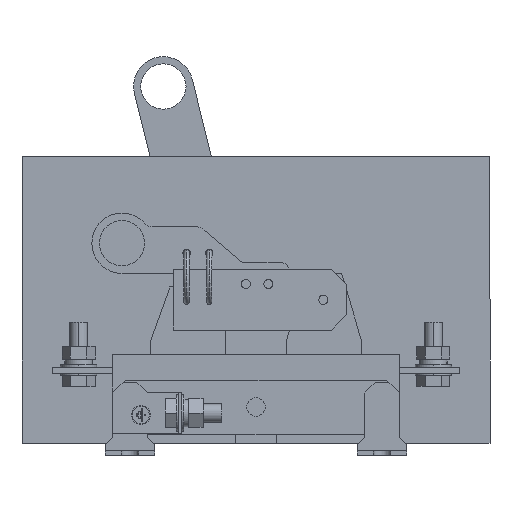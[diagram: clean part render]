
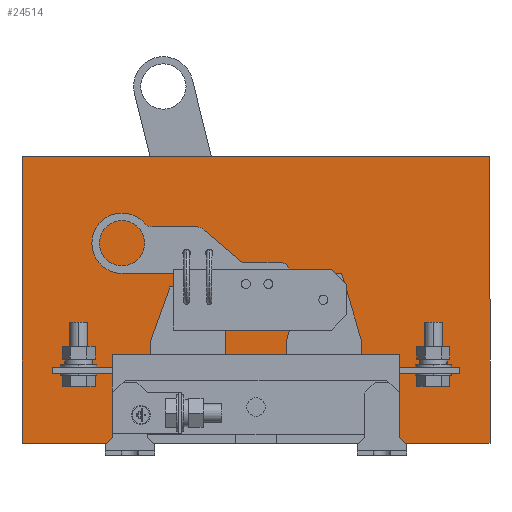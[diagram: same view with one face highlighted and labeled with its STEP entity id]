
A CAD part, left-side view. The second image highlights one B-rep face of the part: STEP entity #24514.
In plain terms, the highlighted planar face has unit normal (-1, 0, 0).
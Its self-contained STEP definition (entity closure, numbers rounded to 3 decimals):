
#159 = LINE ( 'NONE', #24290, #3356 ) ;
#295 = VERTEX_POINT ( 'NONE', #8907 ) ;
#311 = VECTOR ( 'NONE', #27320, 1000. ) ;
#596 = CARTESIAN_POINT ( 'NONE',  ( -50., 95.25, 18. ) ) ;
#986 = CARTESIAN_POINT ( 'NONE',  ( -50., 95.25, -18. ) ) ;
#1165 = CARTESIAN_POINT ( 'NONE',  ( -50., 0., 0. ) ) ;
#2432 = CARTESIAN_POINT ( 'NONE',  ( -50., -75.5, 23.25 ) ) ;
#2559 = VECTOR ( 'NONE', #18765, 1000. ) ;
#3356 = VECTOR ( 'NONE', #28629, 1000. ) ;
#3432 = DIRECTION ( 'NONE',  ( 1., 0., 0. ) ) ;
#3509 = VERTEX_POINT ( 'NONE', #596 ) ;
#3592 = VECTOR ( 'NONE', #9338, 1000. ) ;
#3782 = VERTEX_POINT ( 'NONE', #15149 ) ;
#3871 = EDGE_CURVE ( 'NONE', #16539, #3509, #15508, .T. ) ;
#3918 = CARTESIAN_POINT ( 'NONE',  ( -50., 75.5, 0. ) ) ;
#4469 = LINE ( 'NONE', #26456, #9790 ) ;
#4644 = DIRECTION ( 'NONE',  ( 0., -1., 0. ) ) ;
#4830 = LINE ( 'NONE', #6995, #21699 ) ;
#4957 = CARTESIAN_POINT ( 'NONE',  ( -50., 0., 18. ) ) ;
#5504 = CARTESIAN_POINT ( 'NONE',  ( -50., -75.5, 0. ) ) ;
#5506 = DIRECTION ( 'NONE',  ( 0., 0., -1. ) ) ;
#6153 = VERTEX_POINT ( 'NONE', #986 ) ;
#6307 = DIRECTION ( 'NONE',  ( 0., 0., 1. ) ) ;
#6362 = ORIENTED_EDGE ( 'NONE', *, *, #11635, .T. ) ;
#6448 = ORIENTED_EDGE ( 'NONE', *, *, #22391, .T. ) ;
#6544 = EDGE_CURVE ( 'NONE', #21177, #9748, #25060, .T. ) ;
#6569 = VERTEX_POINT ( 'NONE', #28685 ) ;
#6662 = ORIENTED_EDGE ( 'NONE', *, *, #25326, .F. ) ;
#6995 = CARTESIAN_POINT ( 'NONE',  ( -50., 155., 166.75 ) ) ;
#7097 = ORIENTED_EDGE ( 'NONE', *, *, #18052, .T. ) ;
#7696 = VECTOR ( 'NONE', #27417, 1000. ) ;
#8279 = ORIENTED_EDGE ( 'NONE', *, *, #20205, .F. ) ;
#8386 = VERTEX_POINT ( 'NONE', #2432 ) ;
#8512 = ORIENTED_EDGE ( 'NONE', *, *, #23849, .F. ) ;
#8626 = EDGE_CURVE ( 'NONE', #26237, #20262, #12335, .T. ) ;
#8736 = ORIENTED_EDGE ( 'NONE', *, *, #16438, .F. ) ;
#8868 = ORIENTED_EDGE ( 'NONE', *, *, #3871, .F. ) ;
#8907 = CARTESIAN_POINT ( 'NONE',  ( -50., 75.5, -18. ) ) ;
#9338 = DIRECTION ( 'NONE',  ( 0., 1., 0. ) ) ;
#9502 = VECTOR ( 'NONE', #12657, 1000. ) ;
#9748 = VERTEX_POINT ( 'NONE', #25147 ) ;
#9790 = VECTOR ( 'NONE', #28680, 1000. ) ;
#9910 = CARTESIAN_POINT ( 'NONE',  ( -50., 155., 166.75 ) ) ;
#10040 = CARTESIAN_POINT ( 'NONE',  ( -50., 0., 18. ) ) ;
#10276 = CARTESIAN_POINT ( 'NONE',  ( -50., -75.5, -18. ) ) ;
#10298 = VERTEX_POINT ( 'NONE', #18377 ) ;
#10748 = ORIENTED_EDGE ( 'NONE', *, *, #27174, .T. ) ;
#10848 = LINE ( 'NONE', #16804, #21726 ) ;
#10905 = LINE ( 'NONE', #17082, #9502 ) ;
#11149 = DIRECTION ( 'NONE',  ( 0., 0., 1. ) ) ;
#11203 = ORIENTED_EDGE ( 'NONE', *, *, #22758, .T. ) ;
#11424 = DIRECTION ( 'NONE',  ( 0., -1., 0. ) ) ;
#11635 = EDGE_CURVE ( 'NONE', #9748, #6569, #159, .T. ) ;
#11784 = VECTOR ( 'NONE', #6307, 1000. ) ;
#11995 = DIRECTION ( 'NONE',  ( 0., -1., 0. ) ) ;
#12028 = VECTOR ( 'NONE', #25379, 1000. ) ;
#12231 = ORIENTED_EDGE ( 'NONE', *, *, #8626, .F. ) ;
#12323 = DIRECTION ( 'NONE',  ( 0., 0., 1. ) ) ;
#12324 = CARTESIAN_POINT ( 'NONE',  ( -50., 155., -23.245 ) ) ;
#12335 = LINE ( 'NONE', #22894, #311 ) ;
#12657 = DIRECTION ( 'NONE',  ( 0., 0., -1. ) ) ;
#13239 = CARTESIAN_POINT ( 'NONE',  ( -50., -75.5, 0. ) ) ;
#13246 = EDGE_CURVE ( 'NONE', #20262, #16245, #24738, .T. ) ;
#13987 = ORIENTED_EDGE ( 'NONE', *, *, #25862, .F. ) ;
#14468 = VECTOR ( 'NONE', #11995, 1000. ) ;
#14484 = VERTEX_POINT ( 'NONE', #27557 ) ;
#14619 = PLANE ( 'NONE',  #22949 ) ;
#14673 = ORIENTED_EDGE ( 'NONE', *, *, #19995, .F. ) ;
#15149 = CARTESIAN_POINT ( 'NONE',  ( -50., -155., 166.75 ) ) ;
#15179 = LINE ( 'NONE', #5504, #2559 ) ;
#15508 = LINE ( 'NONE', #10040, #3592 ) ;
#15788 = LINE ( 'NONE', #25491, #22202 ) ;
#16245 = VERTEX_POINT ( 'NONE', #22841 ) ;
#16403 = CARTESIAN_POINT ( 'NONE',  ( -50., 0., -18. ) ) ;
#16438 = EDGE_CURVE ( 'NONE', #14484, #16539, #10905, .T. ) ;
#16539 = VERTEX_POINT ( 'NONE', #23955 ) ;
#16804 = CARTESIAN_POINT ( 'NONE',  ( -50., -155., 166.75 ) ) ;
#16939 = LINE ( 'NONE', #13239, #27830 ) ;
#17082 = CARTESIAN_POINT ( 'NONE',  ( -50., 75.5, 0. ) ) ;
#17560 = CARTESIAN_POINT ( 'NONE',  ( -50., -75.5, 18. ) ) ;
#17580 = LINE ( 'NONE', #3918, #11784 ) ;
#18052 = EDGE_CURVE ( 'NONE', #295, #6153, #15788, .T. ) ;
#18377 = CARTESIAN_POINT ( 'NONE',  ( -50., -75.5, -23.245 ) ) ;
#18465 = CARTESIAN_POINT ( 'NONE',  ( -50., 0., 23.25 ) ) ;
#18604 = VECTOR ( 'NONE', #4644, 1000. ) ;
#18765 = DIRECTION ( 'NONE',  ( 0., 0., -1. ) ) ;
#18847 = ORIENTED_EDGE ( 'NONE', *, *, #6544, .T. ) ;
#18962 = VECTOR ( 'NONE', #12323, 1000. ) ;
#18982 = DIRECTION ( 'NONE',  ( 0., 0., -1. ) ) ;
#19521 = LINE ( 'NONE', #16403, #14468 ) ;
#19995 = EDGE_CURVE ( 'NONE', #3782, #23720, #10848, .T. ) ;
#20138 = CARTESIAN_POINT ( 'NONE',  ( -50., 155., -23.245 ) ) ;
#20205 = EDGE_CURVE ( 'NONE', #3509, #6153, #4469, .T. ) ;
#20262 = VERTEX_POINT ( 'NONE', #20138 ) ;
#20424 = ORIENTED_EDGE ( 'NONE', *, *, #27888, .F. ) ;
#21027 = CARTESIAN_POINT ( 'NONE',  ( -50., -155., -23.245 ) ) ;
#21177 = VERTEX_POINT ( 'NONE', #17560 ) ;
#21545 = VERTEX_POINT ( 'NONE', #10276 ) ;
#21699 = VECTOR ( 'NONE', #11424, 1000. ) ;
#21726 = VECTOR ( 'NONE', #5506, 1000. ) ;
#22202 = VECTOR ( 'NONE', #27607, 1000. ) ;
#22364 = CARTESIAN_POINT ( 'NONE',  ( -50., 75.5, -23.245 ) ) ;
#22391 = EDGE_CURVE ( 'NONE', #26237, #295, #17580, .T. ) ;
#22758 = EDGE_CURVE ( 'NONE', #8386, #21177, #15179, .T. ) ;
#22841 = CARTESIAN_POINT ( 'NONE',  ( -50., 155., 166.75 ) ) ;
#22894 = CARTESIAN_POINT ( 'NONE',  ( -50., 155., -23.245 ) ) ;
#22949 = AXIS2_PLACEMENT_3D ( 'NONE', #1165, #3432, #18982 ) ;
#23720 = VERTEX_POINT ( 'NONE', #21027 ) ;
#23849 = EDGE_CURVE ( 'NONE', #10298, #21545, #16939, .T. ) ;
#23955 = CARTESIAN_POINT ( 'NONE',  ( -50., 75.5, 18. ) ) ;
#23983 = FACE_OUTER_BOUND ( 'NONE', #27495, .T. ) ;
#24290 = CARTESIAN_POINT ( 'NONE',  ( -50., -95.25, 0. ) ) ;
#24510 = LINE ( 'NONE', #18465, #7696 ) ;
#24514 = ADVANCED_FACE ( 'NONE', ( #23983 ), #14619, .F. ) ;
#24738 = LINE ( 'NONE', #9910, #18962 ) ;
#25060 = LINE ( 'NONE', #4957, #18604 ) ;
#25147 = CARTESIAN_POINT ( 'NONE',  ( -50., -95.25, 18. ) ) ;
#25326 = EDGE_CURVE ( 'NONE', #21545, #6569, #19521, .T. ) ;
#25379 = DIRECTION ( 'NONE',  ( 0., 1., 0. ) ) ;
#25491 = CARTESIAN_POINT ( 'NONE',  ( -50., 0., -18. ) ) ;
#25862 = EDGE_CURVE ( 'NONE', #23720, #10298, #28748, .T. ) ;
#26237 = VERTEX_POINT ( 'NONE', #22364 ) ;
#26456 = CARTESIAN_POINT ( 'NONE',  ( -50., 95.25, 0. ) ) ;
#26944 = ORIENTED_EDGE ( 'NONE', *, *, #13246, .F. ) ;
#27174 = EDGE_CURVE ( 'NONE', #14484, #8386, #24510, .T. ) ;
#27320 = DIRECTION ( 'NONE',  ( 0., 1., 0. ) ) ;
#27417 = DIRECTION ( 'NONE',  ( 0., -1., 0. ) ) ;
#27495 = EDGE_LOOP ( 'NONE', ( #12231, #6448, #7097, #8279, #8868, #8736, #10748, #11203, #18847, #6362, #6662, #8512, #13987, #14673, #20424, #26944 ) ) ;
#27557 = CARTESIAN_POINT ( 'NONE',  ( -50., 75.5, 23.25 ) ) ;
#27607 = DIRECTION ( 'NONE',  ( 0., 1., 0. ) ) ;
#27830 = VECTOR ( 'NONE', #11149, 1000. ) ;
#27888 = EDGE_CURVE ( 'NONE', #16245, #3782, #4830, .T. ) ;
#28629 = DIRECTION ( 'NONE',  ( 0., 0., -1. ) ) ;
#28680 = DIRECTION ( 'NONE',  ( 0., 0., -1. ) ) ;
#28685 = CARTESIAN_POINT ( 'NONE',  ( -50., -95.25, -18. ) ) ;
#28748 = LINE ( 'NONE', #12324, #12028 ) ;
